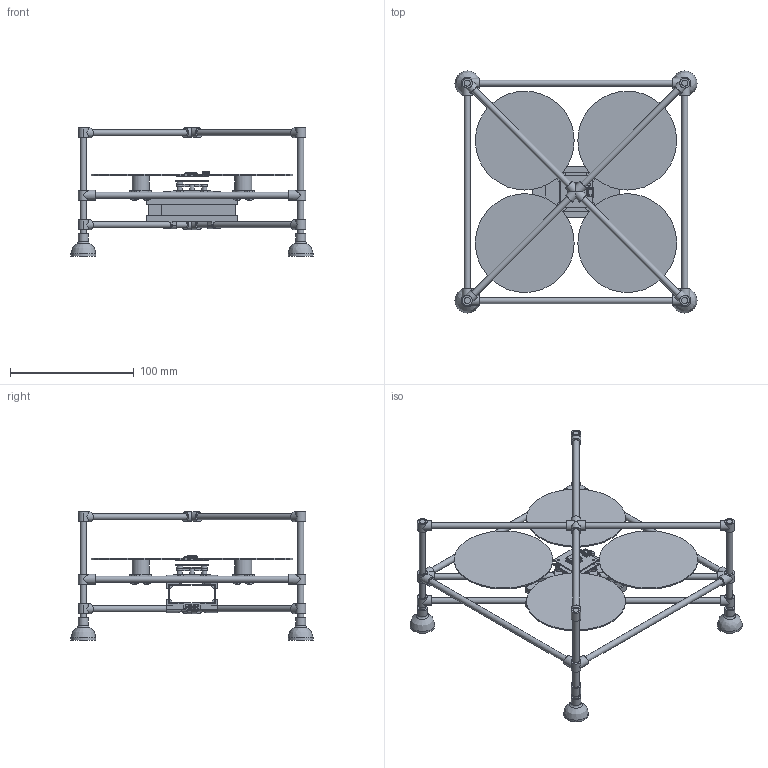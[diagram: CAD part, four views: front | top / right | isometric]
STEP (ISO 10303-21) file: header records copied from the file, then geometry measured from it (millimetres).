
FILE_DESCRIPTION(/* description */ (''),/* implementation_level */ '2;1');
FILE_NAME(/* name */ 'NewCognifly v97.step',/* time_stamp */ '2019-12-30T12:08:24-05:00',/* author */ (''),/* organization */ (''),/* preprocessor_version */ 'ST-DEVELOPER v18',/* originating_system */ 'Autodesk Translation Framework v8.12.0.6',/* authorisation */ '');
FILE_SCHEMA (('AUTOMOTIVE_DESIGN { 1 0 10303 214 3 1 1 }'));
Products named in the file (33): NewCognifly; XT30; XT30_1; XT30_Stecker; XT30_Buchse (1); XT30_Buchse; FCBase; MainBase; BatteryCase; ConnectorBelowBattery; BatteryRailBotRight; BatteryRailTopRight; BatteryRailTopLeft; BatteryRailBotLeft; MotorBase; MotorBase_connector; MotorBase_connector(Mirror); MainBaseFCRod; MainBaseConn; MainBaseMotorRod; RodBatteryHolder; SoftFoot; CornerConn1-1; VerticalRod; CornerConn3-1; ConnectorBelowBattery(Mirror); Motor-Propeller_dummy; ESC; HGLRC XJB F413; ARM M7; CornerConn1-1(Mirror); RodBatteryHolder(Mirror); LatRod
Assembly tree (77 placements, depth 5):
  NewCognifly
    XT30
      XT30_1
        XT30_Stecker
        XT30_Buchse (1)
          XT30_Buchse
    SoftFoot  x4
    RodBatteryHolder  x4
    MainBaseMotorRod  x4
    CornerConn1-1  x4
    MainBaseFCRod  x4
    MainBaseConn  x4
    FCBase
    MainBase
    MotorBase  x4
    MotorBase_connector  x4
    VerticalRod  x4
    BatteryCase
    ConnectorBelowBattery
    BatteryRailBotRight
    BatteryRailTopRight
    BatteryRailTopLeft
    BatteryRailBotLeft
    MotorBase_connector(Mirror)  x4
    CornerConn3-1  x4
    CornerConn1-1(Mirror)  x4
    ConnectorBelowBattery(Mirror)
    RodBatteryHolder(Mirror)  x4
    Motor-Propeller_dummy  x4
    ESC
    HGLRC XJB F413
      ARM M7
    LatRod  x4
Bounding box: 196 x 196 x 103.7 mm (x, y, z)
Volume: 107155.7 mm3; surface area: 137610.2 mm2
Topology: 127 solids, 131 shells, 3019 faces, 6175 edges, 3374 vertices
Faces by surface type: plane 2388, cylinder 559, sphere 32, bspline 20, torus 18, cone 2
Full cylindrical faces by diameter (mm): 1.65 x4, 2 x20, 2.2 x16, 2.5 x6, 2.542 x1, 3 x4, 4 x4, 5 x82, 8 x24, 14 x4, 17 x4, 20 x4, 80 x4
Entity records: 71298 total; most frequent: CARTESIAN_POINT 13624, DIRECTION 11744, ORIENTED_EDGE 10682, EDGE_CURVE 5341, LINE 4366, VECTOR 4366, AXIS2_PLACEMENT_3D 3689, VERTEX_POINT 2849
